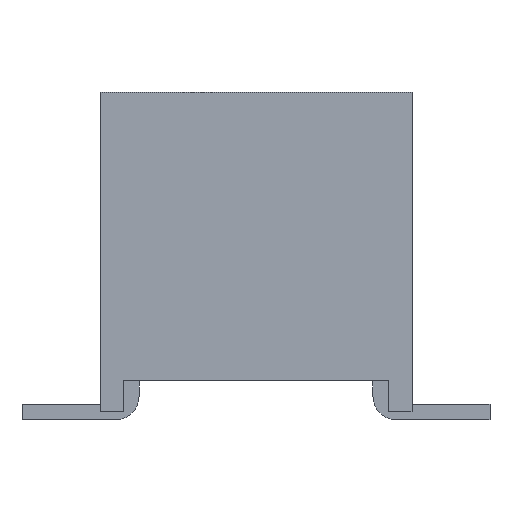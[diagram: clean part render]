
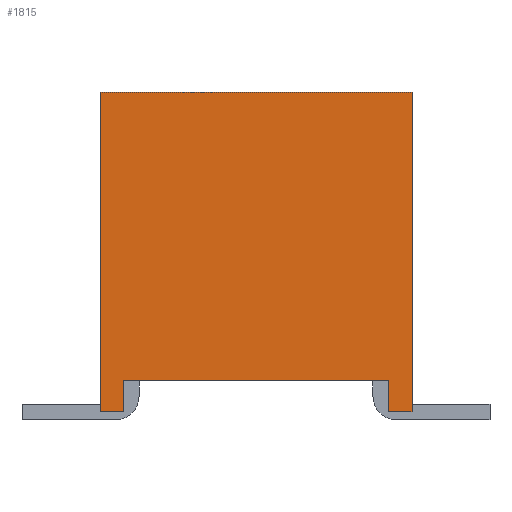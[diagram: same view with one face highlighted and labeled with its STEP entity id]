
A CAD part, left-side view. The second image highlights one B-rep face of the part: STEP entity #1815.
In plain terms, the highlighted planar face has unit normal (-1, 0, 0).
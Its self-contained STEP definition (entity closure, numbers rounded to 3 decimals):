
#79 = CARTESIAN_POINT ( 'NONE',  ( -4.4, -1.513, 0. ) ) ;
#230 = VECTOR ( 'NONE', #4503, 1000. ) ;
#279 = CARTESIAN_POINT ( 'NONE',  ( -4.4, 0., 4.1 ) ) ;
#331 = CARTESIAN_POINT ( 'NONE',  ( -4.4, -1.813, 0. ) ) ;
#346 = VERTEX_POINT ( 'NONE', #1942 ) ;
#418 = CARTESIAN_POINT ( 'NONE',  ( -4.4, 2.187, 0. ) ) ;
#491 = FACE_OUTER_BOUND ( 'NONE', #2858, .T. ) ;
#619 = VECTOR ( 'NONE', #3861, 1000. ) ;
#785 = VERTEX_POINT ( 'NONE', #2486 ) ;
#805 = DIRECTION ( 'NONE',  ( -1., 0., 0. ) ) ;
#898 = DIRECTION ( 'NONE',  ( 0., -1., 0. ) ) ;
#937 = VECTOR ( 'NONE', #898, 1000. ) ;
#1335 = LINE ( 'NONE', #5178, #230 ) ;
#1394 = PLANE ( 'NONE',  #1589 ) ;
#1456 = VERTEX_POINT ( 'NONE', #5418 ) ;
#1497 = CARTESIAN_POINT ( 'NONE',  ( -4.4, -1.813, 4.1 ) ) ;
#1504 = EDGE_CURVE ( 'NONE', #1724, #5474, #5572, .T. ) ;
#1589 = AXIS2_PLACEMENT_3D ( 'NONE', #6782, #805, #6754 ) ;
#1724 = VERTEX_POINT ( 'NONE', #79 ) ;
#1806 = LINE ( 'NONE', #5269, #5303 ) ;
#1815 = ADVANCED_FACE ( 'NONE', ( #491 ), #1394, .T. ) ;
#1942 = CARTESIAN_POINT ( 'NONE',  ( -4.4, 1.887, 0. ) ) ;
#1958 = CARTESIAN_POINT ( 'NONE',  ( -4.4, 1.887, 0. ) ) ;
#2140 = ORIENTED_EDGE ( 'NONE', *, *, #6170, .F. ) ;
#2387 = VECTOR ( 'NONE', #3838, 1000. ) ;
#2410 = VECTOR ( 'NONE', #4818, 1000. ) ;
#2443 = EDGE_CURVE ( 'NONE', #1456, #2798, #5219, .T. ) ;
#2486 = CARTESIAN_POINT ( 'NONE',  ( -4.4, 1.887, 0.4 ) ) ;
#2636 = EDGE_CURVE ( 'NONE', #5474, #2798, #1806, .T. ) ;
#2798 = VERTEX_POINT ( 'NONE', #1497 ) ;
#2858 = EDGE_LOOP ( 'NONE', ( #5494, #2140, #4991, #6711, #3402, #7301, #7369, #5694 ) ) ;
#3402 = ORIENTED_EDGE ( 'NONE', *, *, #5286, .T. ) ;
#3509 = EDGE_CURVE ( 'NONE', #7212, #1724, #1335, .T. ) ;
#3704 = CARTESIAN_POINT ( 'NONE',  ( -4.4, -1.513, 0.4 ) ) ;
#3788 = LINE ( 'NONE', #6775, #2387 ) ;
#3838 = DIRECTION ( 'NONE',  ( 0., -1., 0. ) ) ;
#3861 = DIRECTION ( 'NONE',  ( 0., -1., 0. ) ) ;
#3866 = VECTOR ( 'NONE', #6384, 1000. ) ;
#3995 = VERTEX_POINT ( 'NONE', #7472 ) ;
#4457 = DIRECTION ( 'NONE',  ( 0., -1., 0. ) ) ;
#4467 = LINE ( 'NONE', #1958, #2410 ) ;
#4503 = DIRECTION ( 'NONE',  ( 0., 0., -1. ) ) ;
#4782 = CARTESIAN_POINT ( 'NONE',  ( -4.4, -1.813, 0. ) ) ;
#4818 = DIRECTION ( 'NONE',  ( 0., 0., 1. ) ) ;
#4991 = ORIENTED_EDGE ( 'NONE', *, *, #5742, .T. ) ;
#5178 = CARTESIAN_POINT ( 'NONE',  ( -4.4, -1.513, 0. ) ) ;
#5219 = LINE ( 'NONE', #279, #619 ) ;
#5229 = LINE ( 'NONE', #418, #3866 ) ;
#5269 = CARTESIAN_POINT ( 'NONE',  ( -4.4, -1.813, 0. ) ) ;
#5286 = EDGE_CURVE ( 'NONE', #785, #7212, #3788, .T. ) ;
#5303 = VECTOR ( 'NONE', #7654, 1000. ) ;
#5373 = VECTOR ( 'NONE', #4457, 1000. ) ;
#5418 = CARTESIAN_POINT ( 'NONE',  ( -4.4, 2.187, 4.1 ) ) ;
#5474 = VERTEX_POINT ( 'NONE', #4782 ) ;
#5494 = ORIENTED_EDGE ( 'NONE', *, *, #2443, .F. ) ;
#5572 = LINE ( 'NONE', #331, #5373 ) ;
#5694 = ORIENTED_EDGE ( 'NONE', *, *, #2636, .T. ) ;
#5742 = EDGE_CURVE ( 'NONE', #3995, #346, #7475, .T. ) ;
#6170 = EDGE_CURVE ( 'NONE', #3995, #1456, #5229, .T. ) ;
#6384 = DIRECTION ( 'NONE',  ( 0., 0., 1. ) ) ;
#6711 = ORIENTED_EDGE ( 'NONE', *, *, #7234, .T. ) ;
#6754 = DIRECTION ( 'NONE',  ( 0., 0., 1. ) ) ;
#6775 = CARTESIAN_POINT ( 'NONE',  ( -4.4, -1.813, 0.4 ) ) ;
#6782 = CARTESIAN_POINT ( 'NONE',  ( -4.4, -1.813, 0. ) ) ;
#7212 = VERTEX_POINT ( 'NONE', #3704 ) ;
#7234 = EDGE_CURVE ( 'NONE', #346, #785, #4467, .T. ) ;
#7301 = ORIENTED_EDGE ( 'NONE', *, *, #3509, .T. ) ;
#7369 = ORIENTED_EDGE ( 'NONE', *, *, #1504, .T. ) ;
#7409 = CARTESIAN_POINT ( 'NONE',  ( -4.4, -1.813, 0. ) ) ;
#7472 = CARTESIAN_POINT ( 'NONE',  ( -4.4, 2.187, 0. ) ) ;
#7475 = LINE ( 'NONE', #7409, #937 ) ;
#7654 = DIRECTION ( 'NONE',  ( 0., 0., 1. ) ) ;
